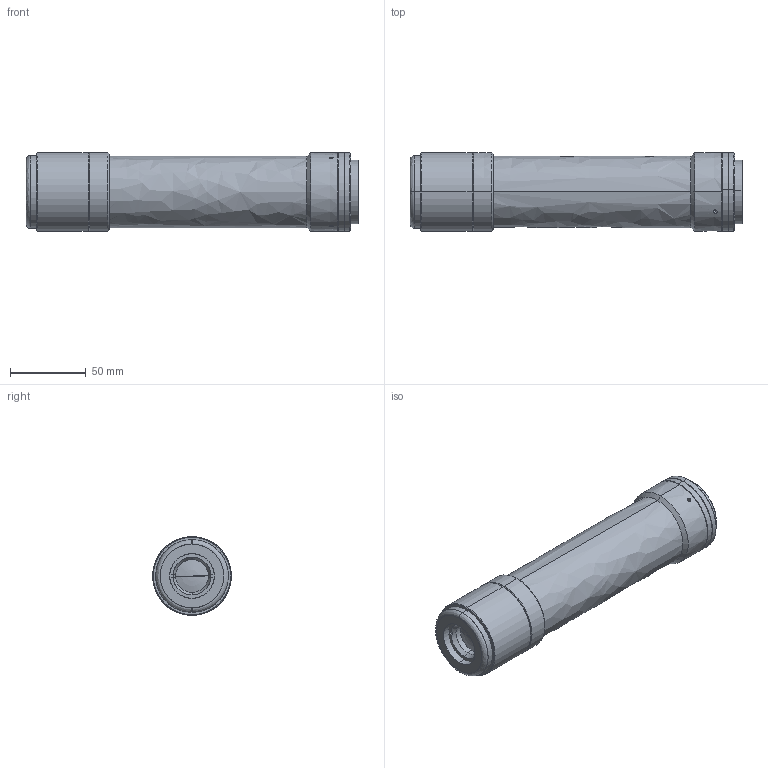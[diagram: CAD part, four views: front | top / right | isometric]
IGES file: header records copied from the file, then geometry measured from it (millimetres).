
Start section: SolidWorks IGES file using analytic representation for surfaces
Global section: file name: DP23012_MC4K150X-N.igs; native system: SolidWorks 2020; preprocessor: SolidWorks 2020; author: andreava; date: 200911.153549; units: millimetre
Bounding box: 219.29 x 52 x 52 mm (x, y, z)
Surface area: 49624.6 mm2 (no closed solid volume)
Topology: 0 solids, 0 shells, 80 faces, 2114 edges, 2113 vertices
Faces by surface type: revolution 54, bspline 26
